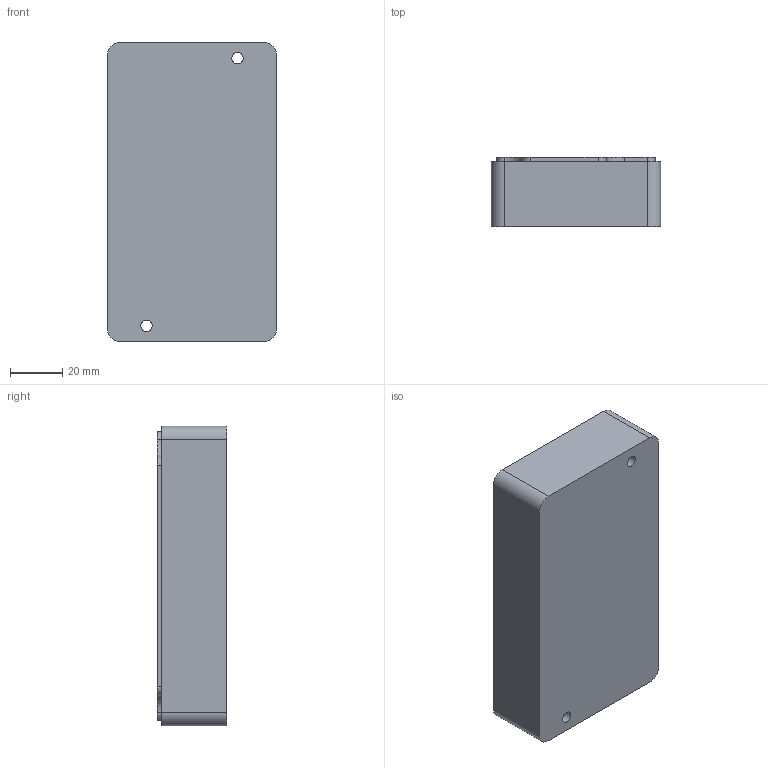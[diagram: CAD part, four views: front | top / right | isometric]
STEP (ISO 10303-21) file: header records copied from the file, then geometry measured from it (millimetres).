
FILE_DESCRIPTION(/* description */ (''),/* implementation_level */ '2;1');
FILE_NAME(/* name */ 'S8000_125_63_293_001_D000_02_1.stp',/* time_stamp */ '2025-10-22T16:06:55+03:00',/* author */ (''),/* organization */ (''),/* preprocessor_version */ 'ST-DEVELOPER v16.7',/* originating_system */ 'SIEMENS PLM Software NX 1946',/* authorisation */ '');
FILE_SCHEMA (('AUTOMOTIVE_DESIGN { 1 0 10303 214 3 1 1 1 }'));
Length unit declared in the file: millimetre
Products named in the file (1): S8000_125_63_293_001_D000_02
Bounding box: 65 x 26.6 x 115 mm (x, y, z)
Volume: 57286.4 mm3; surface area: 33534.9 mm2
Topology: 1 solids, 1 shells, 106 faces, 277 edges, 183 vertices
Faces by surface type: plane 54, cylinder 52
Full cylindrical faces by diameter (mm): 2.5 x2, 3 x4, 4.4 x2, 5.7 x4, 8.9 x2
Entity records: 3240 total; most frequent: DIRECTION 582, CARTESIAN_POINT 549, ORIENTED_EDGE 522, EDGE_CURVE 261, AXIS2_PLACEMENT_3D 214, VERTEX_POINT 181, LINE 154, VECTOR 154
